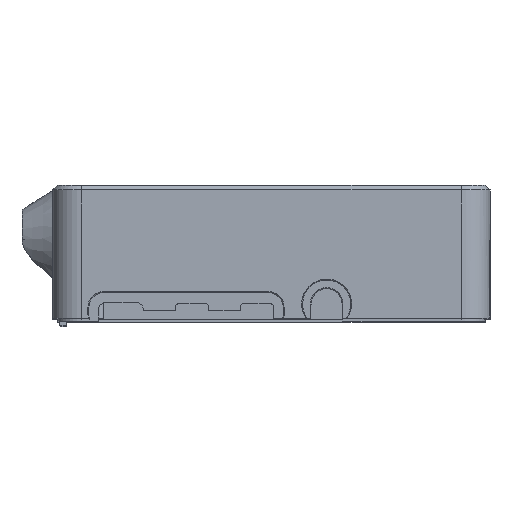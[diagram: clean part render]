
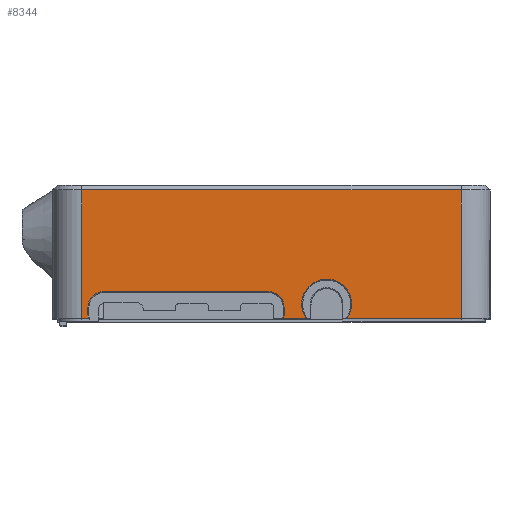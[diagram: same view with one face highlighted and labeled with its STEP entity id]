
A CAD part, top view. The second image highlights one B-rep face of the part: STEP entity #8344.
In plain terms, the highlighted planar face has unit normal (0, 0, 1).
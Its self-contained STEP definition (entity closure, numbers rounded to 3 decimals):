
#450=CIRCLE('',#9077,3.2);
#451=CIRCLE('',#9080,3.2);
#460=CIRCLE('',#9108,3.2);
#461=CIRCLE('',#9110,5.2);
#462=CIRCLE('',#9111,3.2);
#1017=FACE_OUTER_BOUND('',#1532,.T.);
#1532=EDGE_LOOP('',(#7507,#7508,#7509,#7510,#7511,#7512,#7513,#7514,#7515,
#7516,#7517,#7518,#7519,#7520));
#1908=LINE('',#12507,#2779);
#2206=LINE('',#13342,#3077);
#2251=LINE('',#13493,#3122);
#2289=LINE('',#13578,#3160);
#2352=LINE('',#13745,#3223);
#2399=LINE('',#13892,#3270);
#2402=LINE('',#13900,#3273);
#2405=LINE('',#13908,#3276);
#2414=LINE('',#13950,#3285);
#2779=VECTOR('',#10038,10.);
#3077=VECTOR('',#10808,10.);
#3122=VECTOR('',#10949,10.);
#3160=VECTOR('',#11019,10.);
#3223=VECTOR('',#11200,10.);
#3270=VECTOR('',#11359,10.);
#3273=VECTOR('',#11368,10.);
#3276=VECTOR('',#11377,10.);
#3285=VECTOR('',#11444,10.);
#3646=VERTEX_POINT('',#12504);
#3647=VERTEX_POINT('',#12506);
#3920=VERTEX_POINT('',#13337);
#3921=VERTEX_POINT('',#13341);
#3963=VERTEX_POINT('',#13491);
#3987=VERTEX_POINT('',#13573);
#3988=VERTEX_POINT('',#13577);
#4030=VERTEX_POINT('',#13743);
#4048=VERTEX_POINT('',#13889);
#4049=VERTEX_POINT('',#13891);
#4050=VERTEX_POINT('',#13895);
#4051=VERTEX_POINT('',#13899);
#4052=VERTEX_POINT('',#13903);
#4053=VERTEX_POINT('',#13907);
#4536=EDGE_CURVE('',#3646,#3647,#1908,.T.);
#4944=EDGE_CURVE('',#3920,#3921,#2206,.T.);
#5013=EDGE_CURVE('',#3646,#3963,#2251,.T.);
#5053=EDGE_CURVE('',#3987,#3988,#2289,.T.);
#5142=EDGE_CURVE('',#4030,#3963,#2352,.T.);
#5204=EDGE_CURVE('',#4048,#4049,#2399,.T.);
#5206=EDGE_CURVE('',#4049,#4050,#450,.T.);
#5208=EDGE_CURVE('',#4050,#4051,#2402,.T.);
#5210=EDGE_CURVE('',#4051,#4052,#451,.T.);
#5212=EDGE_CURVE('',#4052,#4053,#2405,.T.);
#5230=EDGE_CURVE('',#4053,#3920,#460,.T.);
#5231=EDGE_CURVE('',#3647,#3987,#461,.T.);
#5232=EDGE_CURVE('',#3921,#4030,#2414,.T.);
#5233=EDGE_CURVE('',#3988,#4048,#462,.T.);
#7507=ORIENTED_EDGE('',*,*,#5053,.F.);
#7508=ORIENTED_EDGE('',*,*,#5231,.F.);
#7509=ORIENTED_EDGE('',*,*,#4536,.F.);
#7510=ORIENTED_EDGE('',*,*,#5013,.T.);
#7511=ORIENTED_EDGE('',*,*,#5142,.F.);
#7512=ORIENTED_EDGE('',*,*,#5232,.F.);
#7513=ORIENTED_EDGE('',*,*,#4944,.F.);
#7514=ORIENTED_EDGE('',*,*,#5230,.F.);
#7515=ORIENTED_EDGE('',*,*,#5212,.F.);
#7516=ORIENTED_EDGE('',*,*,#5210,.F.);
#7517=ORIENTED_EDGE('',*,*,#5208,.F.);
#7518=ORIENTED_EDGE('',*,*,#5206,.F.);
#7519=ORIENTED_EDGE('',*,*,#5204,.F.);
#7520=ORIENTED_EDGE('',*,*,#5233,.F.);
#7905=PLANE('',#9109);
#8344=ADVANCED_FACE('',(#1017),#7905,.T.);
#9077=AXIS2_PLACEMENT_3D('',#13896,#11363,#11364);
#9080=AXIS2_PLACEMENT_3D('',#13904,#11372,#11373);
#9108=AXIS2_PLACEMENT_3D('',#13947,#11438,#11439);
#9109=AXIS2_PLACEMENT_3D('',#13948,#11440,#11441);
#9110=AXIS2_PLACEMENT_3D('',#13949,#11442,#11443);
#9111=AXIS2_PLACEMENT_3D('',#13951,#11445,#11446);
#10038=DIRECTION('',(-1.,0.,0.));
#10808=DIRECTION('',(-1.,0.,0.));
#10949=DIRECTION('',(0.,1.,0.));
#11019=DIRECTION('',(-1.,0.,0.));
#11200=DIRECTION('',(1.,0.,0.));
#11359=DIRECTION('',(0.,1.,0.));
#11363=DIRECTION('center_axis',(0.,0.,1.));
#11364=DIRECTION('ref_axis',(1.,0.,0.));
#11368=DIRECTION('',(-1.,0.,0.));
#11372=DIRECTION('center_axis',(0.,0.,1.));
#11373=DIRECTION('ref_axis',(0.,1.,0.));
#11377=DIRECTION('',(0.,-1.,0.));
#11438=DIRECTION('center_axis',(0.,0.,1.));
#11439=DIRECTION('ref_axis',(-1.,0.,0.));
#11440=DIRECTION('center_axis',(0.,0.,1.));
#11441=DIRECTION('ref_axis',(1.,0.,0.));
#11442=DIRECTION('center_axis',(0.,0.,1.));
#11443=DIRECTION('ref_axis',(1.,0.,0.));
#11444=DIRECTION('',(0.,1.,0.));
#11445=DIRECTION('center_axis',(0.,0.,1.));
#11446=DIRECTION('ref_axis',(0.,-1.,0.));
#12504=CARTESIAN_POINT('',(39.157,1.6,31.822));
#12506=CARTESIAN_POINT('',(15.405,1.6,31.822));
#12507=CARTESIAN_POINT('',(-21.693,1.6,31.822));
#13337=CARTESIAN_POINT('',(-38.411,1.6,31.822));
#13341=CARTESIAN_POINT('',(-39.843,1.6,31.822));
#13342=CARTESIAN_POINT('',(-21.693,1.6,31.822));
#13491=CARTESIAN_POINT('',(39.157,28.35,31.822));
#13493=CARTESIAN_POINT('',(39.157,0.,31.822));
#13573=CARTESIAN_POINT('',(6.91,1.6,31.822));
#13577=CARTESIAN_POINT('',(2.206,1.6,31.822));
#13578=CARTESIAN_POINT('',(-21.693,1.6,31.822));
#13743=CARTESIAN_POINT('',(-39.843,28.35,31.822));
#13745=CARTESIAN_POINT('',(-20.093,28.35,31.822));
#13889=CARTESIAN_POINT('',(2.307,2.4,31.822));
#13891=CARTESIAN_POINT('',(2.307,3.96,31.822));
#13892=CARTESIAN_POINT('',(2.307,1.98,31.822));
#13895=CARTESIAN_POINT('',(-0.893,7.16,31.822));
#13896=CARTESIAN_POINT('Origin',(-0.893,3.96,31.822));
#13899=CARTESIAN_POINT('',(-35.313,7.16,31.822));
#13900=CARTESIAN_POINT('',(-37.578,7.16,31.822));
#13903=CARTESIAN_POINT('',(-38.513,3.96,31.822));
#13904=CARTESIAN_POINT('Origin',(-35.313,3.96,31.822));
#13907=CARTESIAN_POINT('',(-38.513,2.4,31.822));
#13908=CARTESIAN_POINT('',(-38.513,1.2,31.822));
#13947=CARTESIAN_POINT('Origin',(-35.313,2.4,31.822));
#13948=CARTESIAN_POINT('Origin',(-39.843,0.,31.822));
#13949=CARTESIAN_POINT('Origin',(11.157,4.6,31.822));
#13950=CARTESIAN_POINT('',(-39.843,0.,31.822));
#13951=CARTESIAN_POINT('Origin',(-0.893,2.4,31.822));
